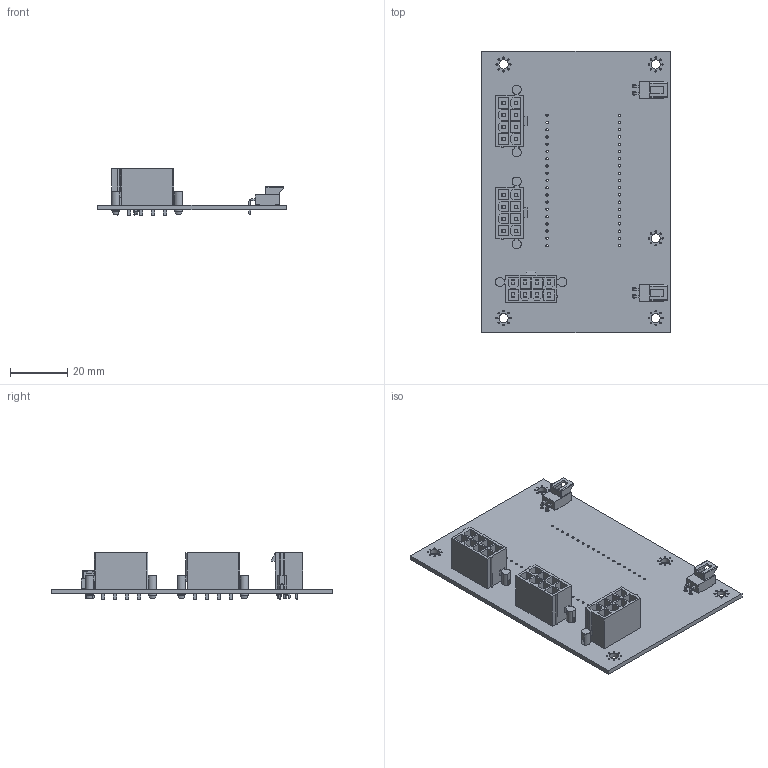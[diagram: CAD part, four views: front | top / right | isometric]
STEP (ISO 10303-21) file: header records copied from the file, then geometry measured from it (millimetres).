
FILE_DESCRIPTION(('KiCad electronic assembly'),'2;1');
FILE_NAME('project-3D_1.step','2024-03-31T19:48:10',('Pcbnew'),('Kicad') ,'Open CASCADE STEP processor 7.6','KiCad to STEP converter','Unknown' );
FILE_SCHEMA(('AUTOMOTIVE_DESIGN { 1 0 10303 214 1 1 1 1 }'));
Length unit declared in the file: millimetre
Products named in the file (6): project-3D_1 1; 172447-0008; 1724470008; 105313-1102; 1053131102; tmp3bf8m4wm_PCB
Assembly tree (8 placements, depth 3):
  project-3D_1 1
    172447-0008  x3
      1724470008
    105313-1102  x2
      1053131102
    tmp3bf8m4wm_PCB
Bounding box: 66.04 x 98.55 x 16.3 mm (x, y, z)
Volume: 14903.3 mm3; surface area: 22621.6 mm2
Topology: 6 solids, 6 shells, 1025 faces, 2782 edges, 1934 vertices
Faces by surface type: plane 771, cylinder 222, cone 28, sphere 4
Full cylindrical faces by diameter (mm): 0.5 x40, 0.8 x38, 1.25 x4, 1.4 x24, 1.75 x4, 3 x6, 3.2 x5
Entity records: 15725 total; most frequent: CARTESIAN_POINT 2798, DIRECTION 2606, ORIENTED_EDGE 2552, EDGE_CURVE 1276, LINE 906, VECTOR 906, AXIS2_PLACEMENT_3D 850, VERTEX_POINT 838
